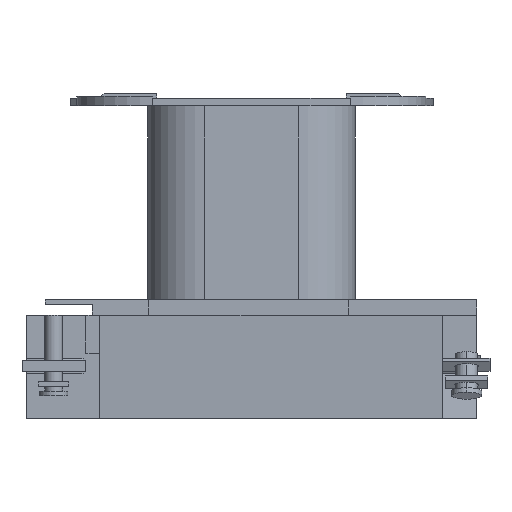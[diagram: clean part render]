
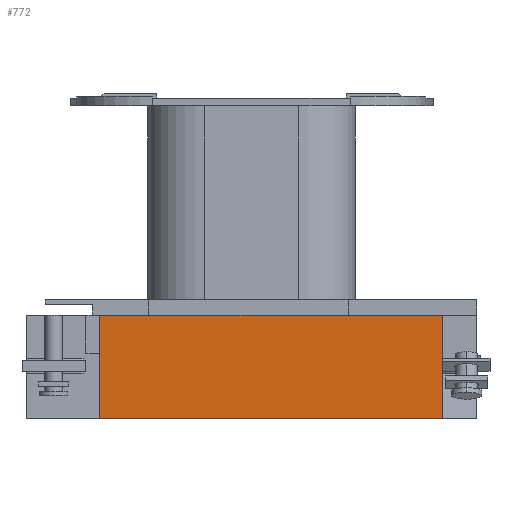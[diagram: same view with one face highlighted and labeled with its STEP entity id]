
A CAD part, front view. The second image highlights one B-rep face of the part: STEP entity #772.
In plain terms, the highlighted planar face has unit normal (0, -0.999, -0.052).
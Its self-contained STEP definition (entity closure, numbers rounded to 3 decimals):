
#267 = DIRECTION ( 'NONE',  ( 0., -0.999, -0.052 ) ) ;
#574 = CARTESIAN_POINT ( 'NONE',  ( 23.75, -38.225, 10.87 ) ) ;
#580 = DIRECTION ( 'NONE',  ( 0., 0.052, -0.999 ) ) ;
#772 = ADVANCED_FACE ( 'NONE', ( #8747 ), #3411, .T. ) ;
#920 = VECTOR ( 'NONE', #4018, 1000. ) ;
#1125 = VERTEX_POINT ( 'NONE', #6238 ) ;
#1578 = CARTESIAN_POINT ( 'NONE',  ( -16., -38.225, 10.87 ) ) ;
#2263 = EDGE_CURVE ( 'NONE', #2647, #3006, #10778, .T. ) ;
#2492 = EDGE_CURVE ( 'NONE', #3006, #10517, #6895, .T. ) ;
#2602 = ORIENTED_EDGE ( 'NONE', *, *, #11997, .F. ) ;
#2647 = VERTEX_POINT ( 'NONE', #3209 ) ;
#2897 = CARTESIAN_POINT ( 'NONE',  ( 23.75, -37.655, 0. ) ) ;
#3006 = VERTEX_POINT ( 'NONE', #4299 ) ;
#3209 = CARTESIAN_POINT ( 'NONE',  ( -16., -38.225, 10.87 ) ) ;
#3411 = PLANE ( 'NONE',  #5578 ) ;
#3652 = CARTESIAN_POINT ( 'NONE',  ( 20.15, -38.225, 10.87 ) ) ;
#3725 = CARTESIAN_POINT ( 'NONE',  ( 20.15, -37.655, 0. ) ) ;
#4018 = DIRECTION ( 'NONE',  ( 1., 0., 0. ) ) ;
#4299 = CARTESIAN_POINT ( 'NONE',  ( -16., -37.655, 0. ) ) ;
#4785 = DIRECTION ( 'NONE',  ( 1., 0., 0. ) ) ;
#4847 = EDGE_CURVE ( 'NONE', #1125, #10517, #8780, .T. ) ;
#5453 = CARTESIAN_POINT ( 'NONE',  ( 23.75, -38.225, 10.87 ) ) ;
#5578 = AXIS2_PLACEMENT_3D ( 'NONE', #5453, #267, #9424 ) ;
#6238 = CARTESIAN_POINT ( 'NONE',  ( 20.15, -38.225, 10.87 ) ) ;
#6895 = LINE ( 'NONE', #2897, #920 ) ;
#6999 = VECTOR ( 'NONE', #8642, 1000. ) ;
#7453 = ORIENTED_EDGE ( 'NONE', *, *, #4847, .F. ) ;
#8642 = DIRECTION ( 'NONE',  ( 0., 0.052, -0.999 ) ) ;
#8659 = VECTOR ( 'NONE', #4785, 1000. ) ;
#8747 = FACE_OUTER_BOUND ( 'NONE', #13170, .T. ) ;
#8780 = LINE ( 'NONE', #3652, #6999 ) ;
#8988 = LINE ( 'NONE', #574, #8659 ) ;
#9424 = DIRECTION ( 'NONE',  ( 0., 0.052, -0.999 ) ) ;
#10508 = ORIENTED_EDGE ( 'NONE', *, *, #2263, .T. ) ;
#10517 = VERTEX_POINT ( 'NONE', #3725 ) ;
#10778 = LINE ( 'NONE', #1578, #11577 ) ;
#11005 = ORIENTED_EDGE ( 'NONE', *, *, #2492, .T. ) ;
#11577 = VECTOR ( 'NONE', #580, 1000. ) ;
#11997 = EDGE_CURVE ( 'NONE', #2647, #1125, #8988, .T. ) ;
#13170 = EDGE_LOOP ( 'NONE', ( #2602, #10508, #11005, #7453 ) ) ;
